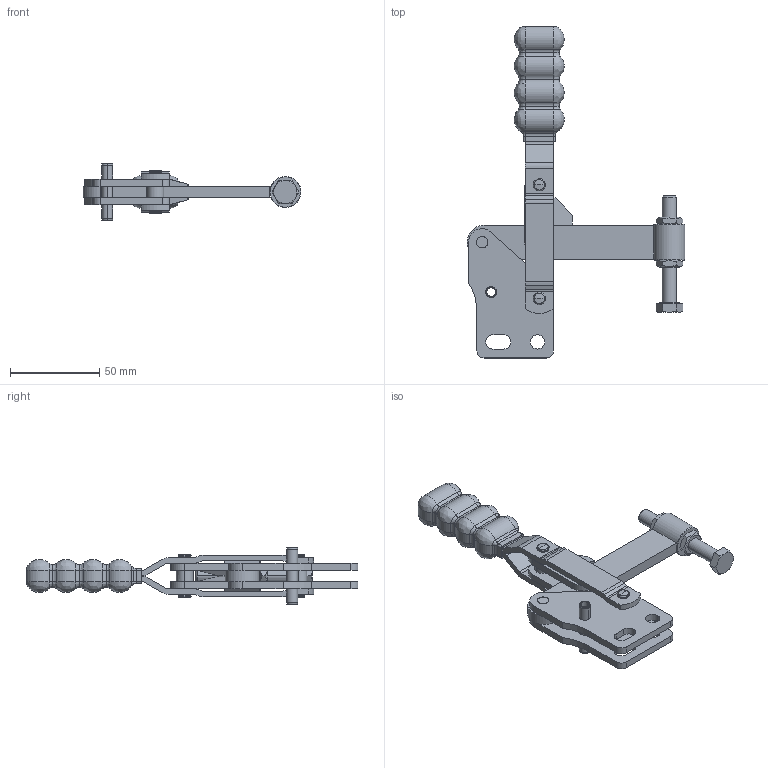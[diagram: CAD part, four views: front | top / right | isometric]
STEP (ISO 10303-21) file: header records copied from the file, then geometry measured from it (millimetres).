
FILE_DESCRIPTION((''),'2;1');
FILE_NAME('MG86S.stp','2009-11-06T11:23:54',('David'),(''),'Autodesk Inventor 8','Autodesk Inventor 8','');
FILE_SCHEMA(('AUTOMOTIVE_DESIGN { 1 0 10303 214 1 1 1 1 }'));
Length unit declared in the file: millimetre
Products named in the file (6): MG86S; MG86 SIDEPLATE ASSEMBLY; MG86 HANDLE ASSEMBLY; MG86 S-BAR ASSEMBLY; MG86 LINK ASSEMBLY; ISO 4017  (Regular Thread) M8 x 60
Assembly tree (5 placements, depth 2):
  MG86S
    MG86 SIDEPLATE ASSEMBLY
    MG86 HANDLE ASSEMBLY
    MG86 S-BAR ASSEMBLY
    MG86 LINK ASSEMBLY
    ISO 4017  (Regular Thread) M8 x 60
Bounding box: 122.32 x 186.39 x 31.75 mm (x, y, z)
Volume: 82025.1 mm3; surface area: 43922.9 mm2
Topology: 7 solids, 7 shells, 417 faces, 1018 edges, 622 vertices
Faces by surface type: cylinder 161, plane 114, bspline 78, cone 44, torus 16, sphere 4
Entity records: 14156 total; most frequent: CARTESIAN_POINT 4202, DIRECTION 2182, ORIENTED_EDGE 2020, EDGE_CURVE 1010, AXIS2_PLACEMENT_3D 868, VERTEX_POINT 622, CIRCLE 518, EDGE_LOOP 466
